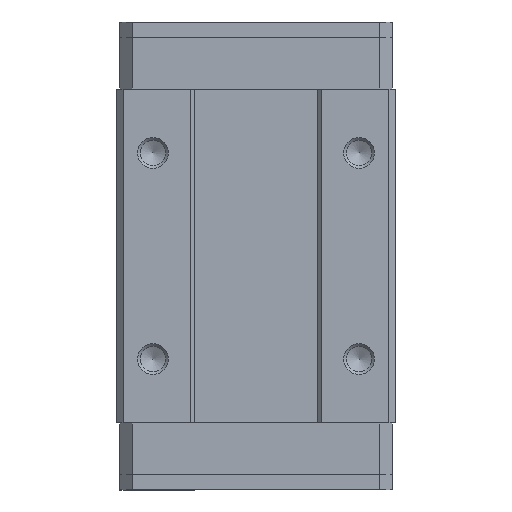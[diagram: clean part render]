
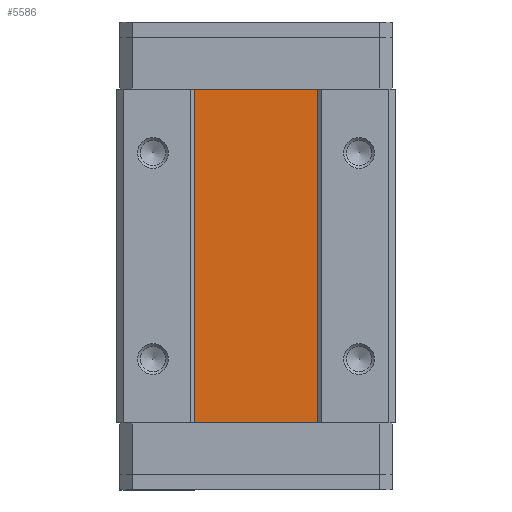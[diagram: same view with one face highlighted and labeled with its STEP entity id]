
A CAD part, front view. The second image highlights one B-rep face of the part: STEP entity #5586.
In plain terms, the highlighted planar face has unit normal (0, -1, 0).
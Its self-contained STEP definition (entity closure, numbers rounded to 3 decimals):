
#677=FACE_OUTER_BOUND('',#1001,.T.);
#1001=EDGE_LOOP('',(#4795,#4796,#4797,#4798));
#1508=LINE('',#9227,#2062);
#1509=LINE('',#9229,#2063);
#1510=LINE('',#9231,#2064);
#1511=LINE('',#9232,#2065);
#2062=VECTOR('',#7559,1.);
#2063=VECTOR('',#7560,1.);
#2064=VECTOR('',#7561,1.);
#2065=VECTOR('',#7562,1.);
#2607=VERTEX_POINT('',#9225);
#2608=VERTEX_POINT('',#9226);
#2609=VERTEX_POINT('',#9228);
#2610=VERTEX_POINT('',#9230);
#3358=EDGE_CURVE('',#2607,#2608,#1508,.T.);
#3359=EDGE_CURVE('',#2609,#2608,#1509,.T.);
#3360=EDGE_CURVE('',#2610,#2609,#1510,.T.);
#3361=EDGE_CURVE('',#2610,#2607,#1511,.T.);
#4795=ORIENTED_EDGE('',*,*,#3358,.T.);
#4796=ORIENTED_EDGE('',*,*,#3359,.F.);
#4797=ORIENTED_EDGE('',*,*,#3360,.F.);
#4798=ORIENTED_EDGE('',*,*,#3361,.T.);
#5306=PLANE('',#6116);
#5586=ADVANCED_FACE('',(#677),#5306,.T.);
#6116=AXIS2_PLACEMENT_3D('',#9224,#7557,#7558);
#7557=DIRECTION('center_axis',(0.,-1.,0.));
#7558=DIRECTION('ref_axis',(0.,0.,
1.));
#7559=DIRECTION('',(-1.,0.,0.));
#7560=DIRECTION('',(0.,0.,1.));
#7561=DIRECTION('',(-1.,0.,0.));
#7562=DIRECTION('',(0.,0.,1.));
#9224=CARTESIAN_POINT('Origin',(0.,-4.8,6.5));
#9225=CARTESIAN_POINT('',(6.,-4.8,38.9));
#9226=CARTESIAN_POINT('',(-6.,-4.8,38.9));
#9227=CARTESIAN_POINT('',(0.,-4.8,38.9));
#9228=CARTESIAN_POINT('',(-6.,-4.8,6.5));
#9229=CARTESIAN_POINT('',(-6.,-4.8,6.5));
#9230=CARTESIAN_POINT('',(6.,-4.8,6.5));
#9231=CARTESIAN_POINT('',(0.,-4.8,6.5));
#9232=CARTESIAN_POINT('',(6.,-4.8,6.5));
